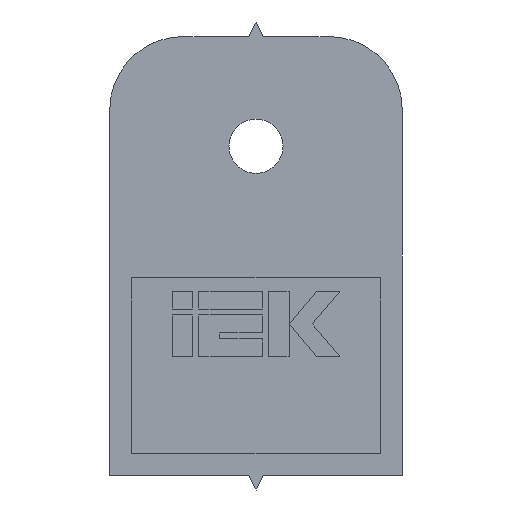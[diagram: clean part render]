
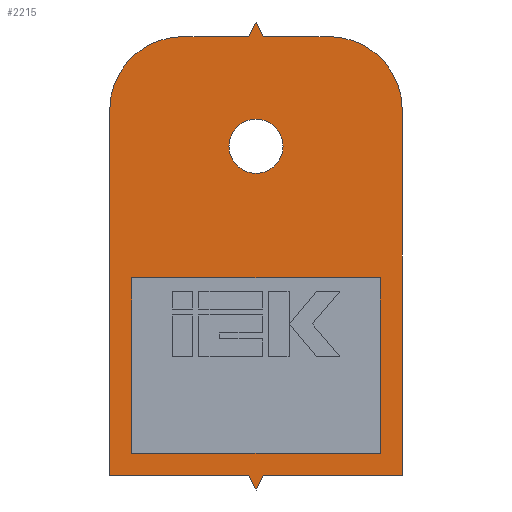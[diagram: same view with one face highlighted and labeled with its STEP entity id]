
A CAD part, front view. The second image highlights one B-rep face of the part: STEP entity #2215.
In plain terms, the highlighted planar face has unit normal (0, -1, 0).
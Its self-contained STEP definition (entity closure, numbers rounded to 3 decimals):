
#2 = EDGE_CURVE ( 'NONE', #1635, #2208, #2612, .T. ) ;
#9 = LINE ( 'NONE', #406, #1627 ) ;
#16 = DIRECTION ( 'NONE',  ( 0., 0., 1. ) ) ;
#28 = ORIENTED_EDGE ( 'NONE', *, *, #1684, .F. ) ;
#32 = CARTESIAN_POINT ( 'NONE',  ( 5., 0., 2.5 ) ) ;
#43 = FACE_BOUND ( 'NONE', #2483, .T. ) ;
#54 = ORIENTED_EDGE ( 'NONE', *, *, #838, .T. ) ;
#61 = CIRCLE ( 'NONE', #1461, 5. ) ;
#110 = VECTOR ( 'NONE', #706, 1000. ) ;
#118 = EDGE_CURVE ( 'NONE', #1441, #1553, #9, .T. ) ;
#137 = CARTESIAN_POINT ( 'NONE',  ( 0., 0., 0. ) ) ;
#161 = CARTESIAN_POINT ( 'NONE',  ( 5., 0., 7.5 ) ) ;
#165 = ORIENTED_EDGE ( 'NONE', *, *, #1116, .F. ) ;
#176 = ORIENTED_EDGE ( 'NONE', *, *, #702, .F. ) ;
#187 = DIRECTION ( 'NONE',  ( -1., 0., 0. ) ) ;
#213 = CARTESIAN_POINT ( 'NONE',  ( -10., 0., -22.5 ) ) ;
#215 = ORIENTED_EDGE ( 'NONE', *, *, #2299, .F. ) ;
#217 = ORIENTED_EDGE ( 'NONE', *, *, #2514, .F. ) ;
#245 = CARTESIAN_POINT ( 'NONE',  ( 8.5, 0., -21. ) ) ;
#277 = DIRECTION ( 'NONE',  ( 0., 0., -1. ) ) ;
#315 = LINE ( 'NONE', #1134, #1673 ) ;
#316 = CARTESIAN_POINT ( 'NONE',  ( 0.5, 0., 7.5 ) ) ;
#320 = CARTESIAN_POINT ( 'NONE',  ( -5., 0., 7.5 ) ) ;
#333 = CARTESIAN_POINT ( 'NONE',  ( 8.5, 0., -9. ) ) ;
#334 = CARTESIAN_POINT ( 'NONE',  ( 0., 0., 8.5 ) ) ;
#337 = VERTEX_POINT ( 'NONE', #1869 ) ;
#367 = CARTESIAN_POINT ( 'NONE',  ( -8.5, 0., -21. ) ) ;
#406 = CARTESIAN_POINT ( 'NONE',  ( 0., 0., -23.5 ) ) ;
#408 = CARTESIAN_POINT ( 'NONE',  ( -10., 0., -22.5 ) ) ;
#442 = CARTESIAN_POINT ( 'NONE',  ( -8.5, 0., -9. ) ) ;
#469 = LINE ( 'NONE', #320, #2630 ) ;
#474 = DIRECTION ( 'NONE',  ( 1., 0., 0. ) ) ;
#566 = CARTESIAN_POINT ( 'NONE',  ( -5., 0., 2.5 ) ) ;
#615 = PLANE ( 'NONE',  #2418 ) ;
#650 = DIRECTION ( 'NONE',  ( 0.447, 0., -0.894 ) ) ;
#693 = LINE ( 'NONE', #1301, #2020 ) ;
#702 = EDGE_CURVE ( 'NONE', #2127, #1987, #61, .T. ) ;
#706 = DIRECTION ( 'NONE',  ( 0., 0., 1. ) ) ;
#725 = EDGE_LOOP ( 'NONE', ( #2060, #2212 ) ) ;
#743 = CARTESIAN_POINT ( 'NONE',  ( 0., 0., -23.5 ) ) ;
#747 = CARTESIAN_POINT ( 'NONE',  ( 10., 0., -22.5 ) ) ;
#765 = VECTOR ( 'NONE', #2140, 1000. ) ;
#791 = LINE ( 'NONE', #2487, #1469 ) ;
#833 = EDGE_CURVE ( 'NONE', #1689, #2443, #315, .T. ) ;
#838 = EDGE_CURVE ( 'NONE', #1553, #2437, #693, .T. ) ;
#884 = EDGE_CURVE ( 'NONE', #1944, #1662, #1508, .T. ) ;
#887 = VECTOR ( 'NONE', #1994, 1000. ) ;
#893 = CIRCLE ( 'NONE', #1934, 1.85 ) ;
#902 = ORIENTED_EDGE ( 'NONE', *, *, #2220, .F. ) ;
#903 = CIRCLE ( 'NONE', #1160, 5. ) ;
#921 = CARTESIAN_POINT ( 'NONE',  ( -10., 0., 2.5 ) ) ;
#983 = CARTESIAN_POINT ( 'NONE',  ( -10., 0., 2.5 ) ) ;
#1038 = DIRECTION ( 'NONE',  ( 0., 1., 0. ) ) ;
#1089 = EDGE_CURVE ( 'NONE', #1405, #1106, #893, .T. ) ;
#1106 = VERTEX_POINT ( 'NONE', #1267 ) ;
#1116 = EDGE_CURVE ( 'NONE', #1662, #1617, #2351, .T. ) ;
#1134 = CARTESIAN_POINT ( 'NONE',  ( 10., 0., 2.5 ) ) ;
#1157 = ORIENTED_EDGE ( 'NONE', *, *, #2377, .F. ) ;
#1160 = AXIS2_PLACEMENT_3D ( 'NONE', #32, #1038, #16 ) ;
#1162 = FACE_OUTER_BOUND ( 'NONE', #2248, .T. ) ;
#1179 = CARTESIAN_POINT ( 'NONE',  ( 10., 0., 2.5 ) ) ;
#1181 = DIRECTION ( 'NONE',  ( 0., 1., 0. ) ) ;
#1194 = VECTOR ( 'NONE', #474, 1000. ) ;
#1215 = CARTESIAN_POINT ( 'NONE',  ( 0., 0., 8.5 ) ) ;
#1221 = DIRECTION ( 'NONE',  ( 0., 0., -1. ) ) ;
#1243 = CARTESIAN_POINT ( 'NONE',  ( 0., 0., 0. ) ) ;
#1250 = CARTESIAN_POINT ( 'NONE',  ( 0., 0., -1.85 ) ) ;
#1255 = ORIENTED_EDGE ( 'NONE', *, *, #2476, .F. ) ;
#1267 = CARTESIAN_POINT ( 'NONE',  ( 0., 0., 1.85 ) ) ;
#1280 = CARTESIAN_POINT ( 'NONE',  ( -0.5, 0., 7.5 ) ) ;
#1289 = ORIENTED_EDGE ( 'NONE', *, *, #2, .T. ) ;
#1301 = CARTESIAN_POINT ( 'NONE',  ( 0.5, 0., -22.5 ) ) ;
#1304 = VERTEX_POINT ( 'NONE', #161 ) ;
#1354 = DIRECTION ( 'NONE',  ( -1., 0., 0. ) ) ;
#1369 = VECTOR ( 'NONE', #2611, 1000. ) ;
#1381 = DIRECTION ( 'NONE',  ( 0., 0., 1. ) ) ;
#1405 = VERTEX_POINT ( 'NONE', #1250 ) ;
#1432 = DIRECTION ( 'NONE',  ( 0., 0., -1. ) ) ;
#1441 = VERTEX_POINT ( 'NONE', #1708 ) ;
#1461 = AXIS2_PLACEMENT_3D ( 'NONE', #566, #1181, #1221 ) ;
#1466 = DIRECTION ( 'NONE',  ( 0., -1., 0. ) ) ;
#1468 = VERTEX_POINT ( 'NONE', #213 ) ;
#1469 = VECTOR ( 'NONE', #2659, 1000. ) ;
#1507 = CARTESIAN_POINT ( 'NONE',  ( -8.5, 0., -21. ) ) ;
#1508 = LINE ( 'NONE', #2334, #1194 ) ;
#1541 = CARTESIAN_POINT ( 'NONE',  ( -5., 0., 7.5 ) ) ;
#1550 = VECTOR ( 'NONE', #187, 1000. ) ;
#1553 = VERTEX_POINT ( 'NONE', #743 ) ;
#1561 = CARTESIAN_POINT ( 'NONE',  ( 0.5, 0., -22.5 ) ) ;
#1563 = EDGE_CURVE ( 'NONE', #1468, #2127, #1748, .T. ) ;
#1617 = VERTEX_POINT ( 'NONE', #333 ) ;
#1627 = VECTOR ( 'NONE', #650, 1000. ) ;
#1633 = DIRECTION ( 'NONE',  ( 1., 0., 0. ) ) ;
#1635 = VERTEX_POINT ( 'NONE', #316 ) ;
#1662 = VERTEX_POINT ( 'NONE', #2413 ) ;
#1666 = ORIENTED_EDGE ( 'NONE', *, *, #1563, .F. ) ;
#1673 = VECTOR ( 'NONE', #277, 1000. ) ;
#1684 = EDGE_CURVE ( 'NONE', #1987, #2305, #2266, .T. ) ;
#1689 = VERTEX_POINT ( 'NONE', #1179 ) ;
#1708 = CARTESIAN_POINT ( 'NONE',  ( -0.5, 0., -22.5 ) ) ;
#1748 = LINE ( 'NONE', #921, #110 ) ;
#1766 = AXIS2_PLACEMENT_3D ( 'NONE', #137, #1840, #2426 ) ;
#1807 = ORIENTED_EDGE ( 'NONE', *, *, #884, .F. ) ;
#1840 = DIRECTION ( 'NONE',  ( 0., 1., 0. ) ) ;
#1851 = CIRCLE ( 'NONE', #1766, 1.85 ) ;
#1855 = DIRECTION ( 'NONE',  ( 0., 0., -1. ) ) ;
#1862 = LINE ( 'NONE', #408, #1550 ) ;
#1867 = DIRECTION ( 'NONE',  ( 0., 1., 0. ) ) ;
#1869 = CARTESIAN_POINT ( 'NONE',  ( -8.5, 0., -9. ) ) ;
#1934 = AXIS2_PLACEMENT_3D ( 'NONE', #1243, #1867, #1381 ) ;
#1944 = VERTEX_POINT ( 'NONE', #1507 ) ;
#1967 = CARTESIAN_POINT ( 'NONE',  ( -10., 0., -22.5 ) ) ;
#1987 = VERTEX_POINT ( 'NONE', #1541 ) ;
#1990 = FACE_BOUND ( 'NONE', #725, .T. ) ;
#1994 = DIRECTION ( 'NONE',  ( -0.447, 0., 0.894 ) ) ;
#2020 = VECTOR ( 'NONE', #2161, 1000. ) ;
#2031 = VECTOR ( 'NONE', #1354, 1000. ) ;
#2053 = LINE ( 'NONE', #367, #2160 ) ;
#2060 = ORIENTED_EDGE ( 'NONE', *, *, #1089, .T. ) ;
#2100 = CARTESIAN_POINT ( 'NONE',  ( -5., 0., 2.5 ) ) ;
#2127 = VERTEX_POINT ( 'NONE', #983 ) ;
#2131 = ORIENTED_EDGE ( 'NONE', *, *, #2500, .T. ) ;
#2140 = DIRECTION ( 'NONE',  ( 0., 0., 1. ) ) ;
#2160 = VECTOR ( 'NONE', #1432, 1000. ) ;
#2161 = DIRECTION ( 'NONE',  ( 0.447, 0., 0.894 ) ) ;
#2179 = EDGE_CURVE ( 'NONE', #1106, #1405, #1851, .T. ) ;
#2207 = LINE ( 'NONE', #1967, #2031 ) ;
#2208 = VERTEX_POINT ( 'NONE', #1215 ) ;
#2212 = ORIENTED_EDGE ( 'NONE', *, *, #2179, .T. ) ;
#2215 = ADVANCED_FACE ( 'NONE', ( #1162, #1990, #43 ), #615, .T. ) ;
#2220 = EDGE_CURVE ( 'NONE', #1617, #337, #2491, .T. ) ;
#2241 = CARTESIAN_POINT ( 'NONE',  ( -5., 0., 7.5 ) ) ;
#2248 = EDGE_LOOP ( 'NONE', ( #1157, #2683, #54, #217, #2555, #215, #1255, #1289, #2131, #28, #176, #1666 ) ) ;
#2266 = LINE ( 'NONE', #2241, #1369 ) ;
#2299 = EDGE_CURVE ( 'NONE', #1304, #1689, #903, .T. ) ;
#2305 = VERTEX_POINT ( 'NONE', #1280 ) ;
#2332 = VECTOR ( 'NONE', #2468, 1000. ) ;
#2334 = CARTESIAN_POINT ( 'NONE',  ( -8.5, 0., -21. ) ) ;
#2351 = LINE ( 'NONE', #245, #765 ) ;
#2377 = EDGE_CURVE ( 'NONE', #1441, #1468, #2207, .T. ) ;
#2413 = CARTESIAN_POINT ( 'NONE',  ( 8.5, 0., -21. ) ) ;
#2418 = AXIS2_PLACEMENT_3D ( 'NONE', #2100, #1466, #1855 ) ;
#2426 = DIRECTION ( 'NONE',  ( 0., 0., 1. ) ) ;
#2437 = VERTEX_POINT ( 'NONE', #1561 ) ;
#2443 = VERTEX_POINT ( 'NONE', #747 ) ;
#2468 = DIRECTION ( 'NONE',  ( -1., 0., 0. ) ) ;
#2476 = EDGE_CURVE ( 'NONE', #1635, #1304, #469, .T. ) ;
#2483 = EDGE_LOOP ( 'NONE', ( #2662, #902, #165, #1807 ) ) ;
#2487 = CARTESIAN_POINT ( 'NONE',  ( -0.5, 0., 7.5 ) ) ;
#2491 = LINE ( 'NONE', #442, #2332 ) ;
#2500 = EDGE_CURVE ( 'NONE', #2208, #2305, #791, .T. ) ;
#2514 = EDGE_CURVE ( 'NONE', #2443, #2437, #1862, .T. ) ;
#2555 = ORIENTED_EDGE ( 'NONE', *, *, #833, .F. ) ;
#2561 = EDGE_CURVE ( 'NONE', #337, #1944, #2053, .T. ) ;
#2611 = DIRECTION ( 'NONE',  ( 1., 0., 0. ) ) ;
#2612 = LINE ( 'NONE', #334, #887 ) ;
#2630 = VECTOR ( 'NONE', #1633, 1000. ) ;
#2659 = DIRECTION ( 'NONE',  ( -0.447, 0., -0.894 ) ) ;
#2662 = ORIENTED_EDGE ( 'NONE', *, *, #2561, .F. ) ;
#2683 = ORIENTED_EDGE ( 'NONE', *, *, #118, .T. ) ;
